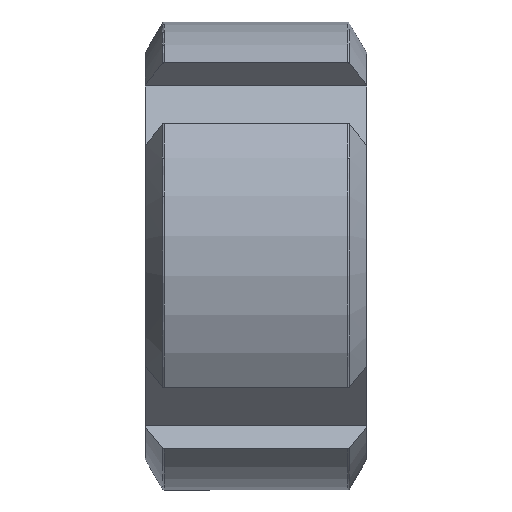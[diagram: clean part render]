
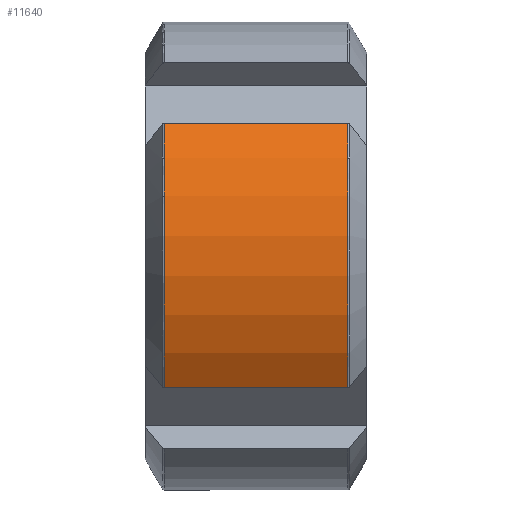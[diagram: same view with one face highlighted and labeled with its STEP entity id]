
A CAD part, top view. The second image highlights one B-rep face of the part: STEP entity #11640.
In plain terms, the highlighted cylindrical face has radius 19 mm (diameter 38 mm), a partial arc.
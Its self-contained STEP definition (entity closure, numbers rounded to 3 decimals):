
#929 = AXIS2_PLACEMENT_3D ( 'NONE', #5303, #6704, #2527 ) ;
#1041 = VERTEX_POINT ( 'NONE', #1133 ) ;
#1130 = DIRECTION ( 'NONE',  ( 1., 0., 0. ) ) ;
#1133 = CARTESIAN_POINT ( 'NONE',  ( -1.559, 10.73, 15.68 ) ) ;
#1214 = ORIENTED_EDGE ( 'NONE', *, *, #4742, .T. ) ;
#1414 = CYLINDRICAL_SURFACE ( 'NONE', #2445, 19. ) ;
#1415 = VECTOR ( 'NONE', #1130, 1000. ) ;
#1806 = FACE_OUTER_BOUND ( 'NONE', #4150, .T. ) ;
#2445 = AXIS2_PLACEMENT_3D ( 'NONE', #11372, #7586, #16821 ) ;
#2527 = DIRECTION ( 'NONE',  ( 0., -1., 0. ) ) ;
#2998 = EDGE_CURVE ( 'NONE', #4994, #1041, #14870, .T. ) ;
#3621 = ORIENTED_EDGE ( 'NONE', *, *, #16746, .T. ) ;
#4150 = EDGE_LOOP ( 'NONE', ( #3621, #13808, #1214, #15376 ) ) ;
#4742 = EDGE_CURVE ( 'NONE', #1041, #9290, #15719, .T. ) ;
#4994 = VERTEX_POINT ( 'NONE', #12236 ) ;
#5033 = CARTESIAN_POINT ( 'NONE',  ( 0., -10.73, 15.68 ) ) ;
#5303 = CARTESIAN_POINT ( 'NONE',  ( -16.441, 0., 0. ) ) ;
#5324 = DIRECTION ( 'NONE',  ( 0., -1., 0. ) ) ;
#5983 = CARTESIAN_POINT ( 'NONE',  ( 0., 10.73, 15.68 ) ) ;
#6704 = DIRECTION ( 'NONE',  ( 1., 0., 0. ) ) ;
#7354 = DIRECTION ( 'NONE',  ( -1., 0., 0. ) ) ;
#7586 = DIRECTION ( 'NONE',  ( 1., 0., 0. ) ) ;
#7803 = DIRECTION ( 'NONE',  ( -1., 0., 0. ) ) ;
#9290 = VERTEX_POINT ( 'NONE', #16249 ) ;
#10855 = CARTESIAN_POINT ( 'NONE',  ( -16.441, -10.73, 15.68 ) ) ;
#11372 = CARTESIAN_POINT ( 'NONE',  ( 0., 0., 0. ) ) ;
#11640 = ADVANCED_FACE ( 'NONE', ( #1806 ), #1414, .T. ) ;
#12236 = CARTESIAN_POINT ( 'NONE',  ( -1.559, -10.73, 15.68 ) ) ;
#12363 = EDGE_CURVE ( 'NONE', #9290, #16070, #13757, .T. ) ;
#13027 = VECTOR ( 'NONE', #7354, 1000. ) ;
#13055 = CARTESIAN_POINT ( 'NONE',  ( -1.559, 0., 0. ) ) ;
#13757 = CIRCLE ( 'NONE', #929, 19. ) ;
#13808 = ORIENTED_EDGE ( 'NONE', *, *, #2998, .T. ) ;
#14517 = AXIS2_PLACEMENT_3D ( 'NONE', #13055, #7803, #5324 ) ;
#14622 = LINE ( 'NONE', #5033, #1415 ) ;
#14870 = CIRCLE ( 'NONE', #14517, 19. ) ;
#15376 = ORIENTED_EDGE ( 'NONE', *, *, #12363, .T. ) ;
#15719 = LINE ( 'NONE', #5983, #13027 ) ;
#16070 = VERTEX_POINT ( 'NONE', #10855 ) ;
#16249 = CARTESIAN_POINT ( 'NONE',  ( -16.441, 10.73, 15.68 ) ) ;
#16746 = EDGE_CURVE ( 'NONE', #16070, #4994, #14622, .T. ) ;
#16821 = DIRECTION ( 'NONE',  ( 0., 1., 0. ) ) ;
